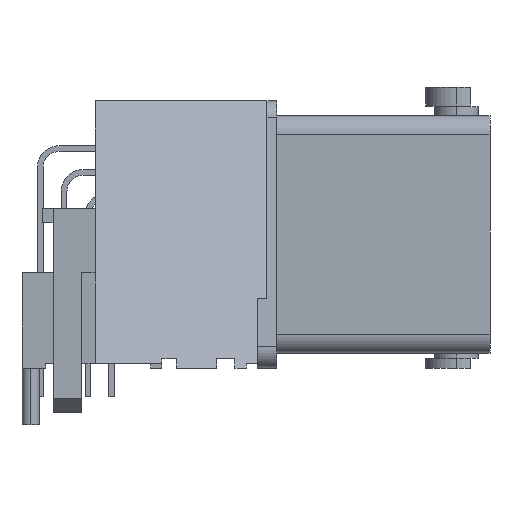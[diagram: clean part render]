
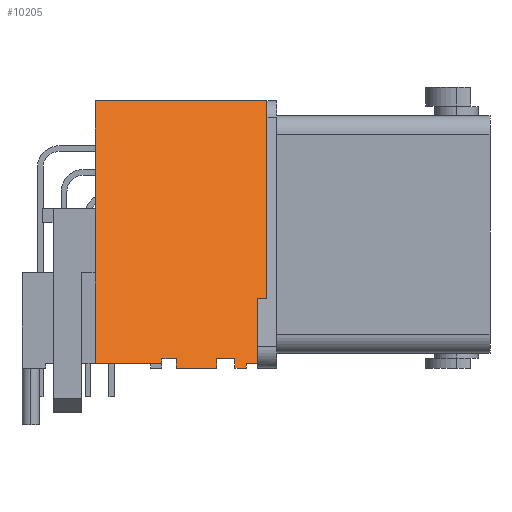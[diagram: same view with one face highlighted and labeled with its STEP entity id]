
A CAD part, left-side view. The second image highlights one B-rep face of the part: STEP entity #10205.
In plain terms, the highlighted planar face has unit normal (-0.866, 0, 0.5).
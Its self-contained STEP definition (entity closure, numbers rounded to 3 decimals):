
#177 = CARTESIAN_POINT ( 'NONE',  ( -34.661, 2.5, 0.5 ) ) ;
#280 = EDGE_CURVE ( 'NONE', #2510, #41547, #20822, .T. ) ;
#358 = CARTESIAN_POINT ( 'NONE',  ( -18.784, -8.5, 28. ) ) ;
#465 = LINE ( 'NONE', #36037, #8736 ) ;
#518 = VECTOR ( 'NONE', #28649, 1000. ) ;
#2209 = CARTESIAN_POINT ( 'NONE',  ( -30.714, -7.5, 7.337 ) ) ;
#2290 = ORIENTED_EDGE ( 'NONE', *, *, #280, .T. ) ;
#2510 = VERTEX_POINT ( 'NONE', #10790 ) ;
#2786 = CARTESIAN_POINT ( 'NONE',  ( -34.95, -6.324, 0. ) ) ;
#3018 = DIRECTION ( 'NONE',  ( 0., 1., 0. ) ) ;
#3290 = EDGE_CURVE ( 'NONE', #2510, #38610, #8437, .T. ) ;
#3500 = VECTOR ( 'NONE', #25620, 1000. ) ;
#4159 = VERTEX_POINT ( 'NONE', #39224 ) ;
#4270 = CARTESIAN_POINT ( 'NONE',  ( -34.661, -7.5, 0.5 ) ) ;
#4907 = VERTEX_POINT ( 'NONE', #30946 ) ;
#5023 = CARTESIAN_POINT ( 'NONE',  ( -30.714, -8.5, 7.337 ) ) ;
#5051 = DIRECTION ( 'NONE',  ( 0.5, 0., 0.866 ) ) ;
#5369 = VECTOR ( 'NONE', #5510, 1000. ) ;
#5510 = DIRECTION ( 'NONE',  ( 0., -1., 0. ) ) ;
#5684 = EDGE_CURVE ( 'NONE', #12297, #40568, #19808, .T. ) ;
#6925 = VECTOR ( 'NONE', #30820, 1000. ) ;
#8181 = CARTESIAN_POINT ( 'NONE',  ( -34.95, 9.5, 0. ) ) ;
#8437 = LINE ( 'NONE', #9069, #18381 ) ;
#8477 = LINE ( 'NONE', #21437, #15075 ) ;
#8603 = PLANE ( 'NONE',  #10132 ) ;
#8736 = VECTOR ( 'NONE', #23785, 1000. ) ;
#8796 = EDGE_CURVE ( 'NONE', #26503, #4907, #22511, .T. ) ;
#8824 = CARTESIAN_POINT ( 'NONE',  ( -34.95, -8.5, 0. ) ) ;
#8878 = ORIENTED_EDGE ( 'NONE', *, *, #11813, .F. ) ;
#9069 = CARTESIAN_POINT ( 'NONE',  ( -34.95, 1., 0. ) ) ;
#9249 = FACE_OUTER_BOUND ( 'NONE', #18112, .T. ) ;
#9790 = ORIENTED_EDGE ( 'NONE', *, *, #33331, .T. ) ;
#9839 = LINE ( 'NONE', #10455, #20562 ) ;
#10132 = AXIS2_PLACEMENT_3D ( 'NONE', #8824, #34821, #22168 ) ;
#10133 = VECTOR ( 'NONE', #24566, 1000. ) ;
#10205 = ADVANCED_FACE ( 'NONE', ( #9249 ), #8603, .T. ) ;
#10238 = CARTESIAN_POINT ( 'NONE',  ( -34.373, 2.5, 1. ) ) ;
#10455 = CARTESIAN_POINT ( 'NONE',  ( -34.373, -8.5, 1. ) ) ;
#10521 = DIRECTION ( 'NONE',  ( 0.5, 0., 0.866 ) ) ;
#10790 = CARTESIAN_POINT ( 'NONE',  ( -34.95, 1., 0. ) ) ;
#11080 = CARTESIAN_POINT ( 'NONE',  ( -30.714, -8.5, 7.337 ) ) ;
#11356 = VERTEX_POINT ( 'NONE', #36573 ) ;
#11625 = VERTEX_POINT ( 'NONE', #25246 ) ;
#11687 = CARTESIAN_POINT ( 'NONE',  ( -18.784, -8.5, 28. ) ) ;
#11813 = EDGE_CURVE ( 'NONE', #17495, #13222, #13797, .T. ) ;
#11906 = DIRECTION ( 'NONE',  ( 0., 1., 0. ) ) ;
#11907 = CARTESIAN_POINT ( 'NONE',  ( -25.3, 9.5, 16.714 ) ) ;
#11973 = ORIENTED_EDGE ( 'NONE', *, *, #36767, .F. ) ;
#12297 = VERTEX_POINT ( 'NONE', #10238 ) ;
#12668 = CARTESIAN_POINT ( 'NONE',  ( -34.95, -3.25, 0. ) ) ;
#12808 = CARTESIAN_POINT ( 'NONE',  ( -34.95, -8.5, 0. ) ) ;
#13010 = VERTEX_POINT ( 'NONE', #38402 ) ;
#13222 = VERTEX_POINT ( 'NONE', #4270 ) ;
#13321 = ORIENTED_EDGE ( 'NONE', *, *, #35451, .F. ) ;
#13473 = CARTESIAN_POINT ( 'NONE',  ( -34.373, -3.25, 1. ) ) ;
#13797 = LINE ( 'NONE', #39411, #33842 ) ;
#14557 = LINE ( 'NONE', #21353, #6925 ) ;
#15075 = VECTOR ( 'NONE', #21228, 1000. ) ;
#15799 = VERTEX_POINT ( 'NONE', #11907 ) ;
#16422 = VECTOR ( 'NONE', #39674, 1000. ) ;
#16496 = ORIENTED_EDGE ( 'NONE', *, *, #36316, .T. ) ;
#16596 = EDGE_CURVE ( 'NONE', #35662, #17495, #40078, .T. ) ;
#16763 = ORIENTED_EDGE ( 'NONE', *, *, #8796, .F. ) ;
#17085 = ORIENTED_EDGE ( 'NONE', *, *, #16596, .F. ) ;
#17181 = ORIENTED_EDGE ( 'NONE', *, *, #38520, .T. ) ;
#17495 = VERTEX_POINT ( 'NONE', #2209 ) ;
#17771 = EDGE_CURVE ( 'NONE', #40568, #13010, #18051, .T. ) ;
#18002 = ORIENTED_EDGE ( 'NONE', *, *, #39878, .T. ) ;
#18051 = LINE ( 'NONE', #30725, #27152 ) ;
#18112 = EDGE_LOOP ( 'NONE', ( #16763, #17181, #8878, #17085, #18002, #9790, #22652, #23523, #35523, #32673, #36735, #37591, #2290, #11973, #13321, #21817, #16496 ) ) ;
#18381 = VECTOR ( 'NONE', #5051, 1000. ) ;
#18412 = DIRECTION ( 'NONE',  ( 0., -1., 0. ) ) ;
#19587 = EDGE_CURVE ( 'NONE', #38610, #12297, #9839, .T. ) ;
#19808 = LINE ( 'NONE', #36078, #16422 ) ;
#20562 = VECTOR ( 'NONE', #3018, 1000. ) ;
#20822 = LINE ( 'NONE', #33665, #5369 ) ;
#21228 = DIRECTION ( 'NONE',  ( 0., -1., 0. ) ) ;
#21311 = VECTOR ( 'NONE', #31389, 1000. ) ;
#21353 = CARTESIAN_POINT ( 'NONE',  ( -34.95, 9.5, 0. ) ) ;
#21437 = CARTESIAN_POINT ( 'NONE',  ( -34.95, 9.5, 0. ) ) ;
#21817 = ORIENTED_EDGE ( 'NONE', *, *, #23062, .F. ) ;
#21818 = CARTESIAN_POINT ( 'NONE',  ( -34.373, -8.5, 1. ) ) ;
#22168 = DIRECTION ( 'NONE',  ( 0.5, 0., 0.866 ) ) ;
#22511 = LINE ( 'NONE', #2786, #518 ) ;
#22652 = ORIENTED_EDGE ( 'NONE', *, *, #34535, .F. ) ;
#23062 = EDGE_CURVE ( 'NONE', #11625, #4159, #465, .T. ) ;
#23366 = EDGE_CURVE ( 'NONE', #13010, #15799, #14557, .T. ) ;
#23523 = ORIENTED_EDGE ( 'NONE', *, *, #23366, .F. ) ;
#23756 = DIRECTION ( 'NONE',  ( -0.5, 0., -0.866 ) ) ;
#23785 = DIRECTION ( 'NONE',  ( 0.5, 0., 0.866 ) ) ;
#24008 = DIRECTION ( 'NONE',  ( 0., 1., 0. ) ) ;
#24566 = DIRECTION ( 'NONE',  ( 0., 1., 0. ) ) ;
#25097 = CARTESIAN_POINT ( 'NONE',  ( -34.95, -3.25, 0. ) ) ;
#25186 = CARTESIAN_POINT ( 'NONE',  ( -34.661, -8.5, 0.5 ) ) ;
#25246 = CARTESIAN_POINT ( 'NONE',  ( -34.95, -5.148, 0. ) ) ;
#25394 = LINE ( 'NONE', #25186, #39448 ) ;
#25620 = DIRECTION ( 'NONE',  ( 0., 1., 0. ) ) ;
#26503 = VERTEX_POINT ( 'NONE', #38713 ) ;
#27152 = VECTOR ( 'NONE', #11906, 1000. ) ;
#27375 = VERTEX_POINT ( 'NONE', #358 ) ;
#27754 = LINE ( 'NONE', #11687, #10133 ) ;
#28649 = DIRECTION ( 'NONE',  ( -0.5, 0., -0.866 ) ) ;
#30725 = CARTESIAN_POINT ( 'NONE',  ( -34.661, -8.5, 0.5 ) ) ;
#30820 = DIRECTION ( 'NONE',  ( 0.5, 0., 0.866 ) ) ;
#30946 = CARTESIAN_POINT ( 'NONE',  ( -34.95, -6.324, 0. ) ) ;
#31389 = DIRECTION ( 'NONE',  ( 0.5, 0., 0.866 ) ) ;
#31711 = LINE ( 'NONE', #21818, #3500 ) ;
#32673 = ORIENTED_EDGE ( 'NONE', *, *, #5684, .F. ) ;
#33331 = EDGE_CURVE ( 'NONE', #27375, #11356, #27754, .T. ) ;
#33665 = CARTESIAN_POINT ( 'NONE',  ( -34.95, 9.5, 0. ) ) ;
#33842 = VECTOR ( 'NONE', #23756, 1000. ) ;
#34535 = EDGE_CURVE ( 'NONE', #15799, #11356, #37175, .T. ) ;
#34821 = DIRECTION ( 'NONE',  ( -0.866, 0., 0.5 ) ) ;
#35451 = EDGE_CURVE ( 'NONE', #4159, #40918, #31711, .T. ) ;
#35517 = CARTESIAN_POINT ( 'NONE',  ( -34.373, 1., 1. ) ) ;
#35523 = ORIENTED_EDGE ( 'NONE', *, *, #17771, .F. ) ;
#35662 = VERTEX_POINT ( 'NONE', #5023 ) ;
#36037 = CARTESIAN_POINT ( 'NONE',  ( -34.95, -5.148, 0. ) ) ;
#36078 = CARTESIAN_POINT ( 'NONE',  ( -34.95, 2.5, 0. ) ) ;
#36316 = EDGE_CURVE ( 'NONE', #11625, #4907, #8477, .T. ) ;
#36573 = CARTESIAN_POINT ( 'NONE',  ( -18.784, 9.5, 28. ) ) ;
#36735 = ORIENTED_EDGE ( 'NONE', *, *, #19587, .F. ) ;
#36767 = EDGE_CURVE ( 'NONE', #40918, #41547, #41569, .T. ) ;
#37175 = LINE ( 'NONE', #8181, #39923 ) ;
#37591 = ORIENTED_EDGE ( 'NONE', *, *, #3290, .F. ) ;
#37791 = LINE ( 'NONE', #12808, #21311 ) ;
#37818 = VECTOR ( 'NONE', #38017, 1000. ) ;
#38017 = DIRECTION ( 'NONE',  ( -0.5, 0., -0.866 ) ) ;
#38402 = CARTESIAN_POINT ( 'NONE',  ( -34.661, 9.5, 0.5 ) ) ;
#38520 = EDGE_CURVE ( 'NONE', #26503, #13222, #25394, .T. ) ;
#38610 = VERTEX_POINT ( 'NONE', #35517 ) ;
#38713 = CARTESIAN_POINT ( 'NONE',  ( -34.661, -6.324, 0.5 ) ) ;
#38998 = VECTOR ( 'NONE', #24008, 1000. ) ;
#39224 = CARTESIAN_POINT ( 'NONE',  ( -34.373, -5.148, 1. ) ) ;
#39411 = CARTESIAN_POINT ( 'NONE',  ( -34.95, -7.5, 0. ) ) ;
#39448 = VECTOR ( 'NONE', #18412, 1000. ) ;
#39674 = DIRECTION ( 'NONE',  ( -0.5, 0., -0.866 ) ) ;
#39878 = EDGE_CURVE ( 'NONE', #35662, #27375, #37791, .T. ) ;
#39923 = VECTOR ( 'NONE', #10521, 1000. ) ;
#40078 = LINE ( 'NONE', #11080, #38998 ) ;
#40568 = VERTEX_POINT ( 'NONE', #177 ) ;
#40918 = VERTEX_POINT ( 'NONE', #13473 ) ;
#41547 = VERTEX_POINT ( 'NONE', #12668 ) ;
#41569 = LINE ( 'NONE', #25097, #37818 ) ;
